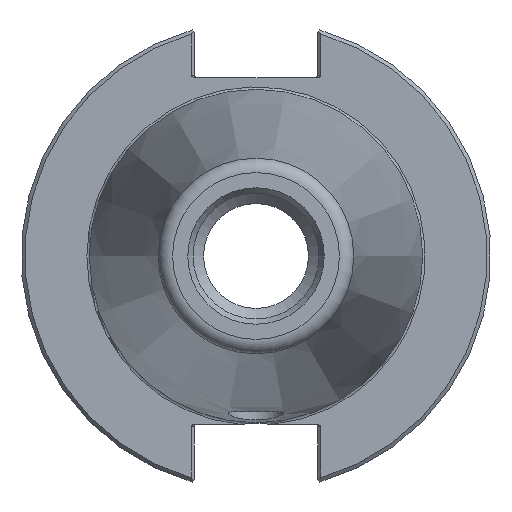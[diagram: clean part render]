
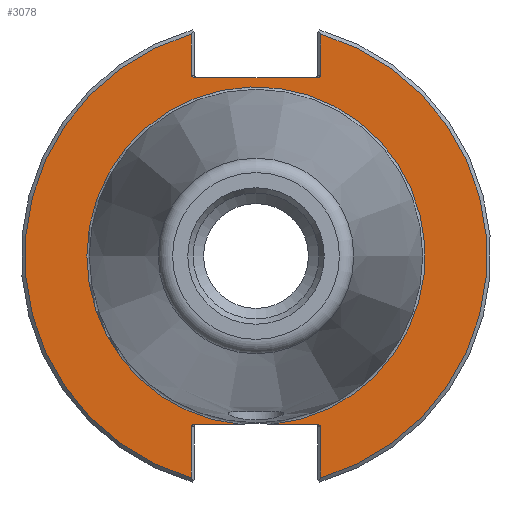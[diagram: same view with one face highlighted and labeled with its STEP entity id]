
A CAD part, left-side view. The second image highlights one B-rep face of the part: STEP entity #3078.
In plain terms, the highlighted planar face has unit normal (-1, 0, 0).
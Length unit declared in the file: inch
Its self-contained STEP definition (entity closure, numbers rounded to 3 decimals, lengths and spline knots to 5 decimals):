
#469=CARTESIAN_POINT('',(0.125,0.13957,-1.388));
#470=VERTEX_POINT('',#469);
#478=CARTESIAN_POINT('',(0.125,0.50422,-1.388));
#479=VERTEX_POINT('',#478);
#480=CARTESIAN_POINT('',(0.125,0.13957,-1.388));
#481=DIRECTION('',(0.0,1.0,0.0));
#482=VECTOR('',#481,0.36464);
#483=LINE('',#480,#482);
#484=EDGE_CURVE('',#470,#479,#483,.T.);
#537=CARTESIAN_POINT('',(0.125,-0.13957,-1.388));
#538=VERTEX_POINT('',#537);
#546=CARTESIAN_POINT('',(0.125,0.0,0.0));
#547=DIRECTION('',(-1.0,0.0,0.0));
#548=DIRECTION('',(0.0,-1.0,0.0));
#549=AXIS2_PLACEMENT_3D('',#546,#547,#548);
#550=CIRCLE('',#549,1.395);
#551=EDGE_CURVE('',#538,#470,#550,.T.);
#2505=CARTESIAN_POINT('',(0.125,-0.50422,1.472));
#2506=VERTEX_POINT('',#2505);
#2513=CARTESIAN_POINT('',(0.125,-0.5325,1.492));
#2514=VERTEX_POINT('',#2513);
#2515=CARTESIAN_POINT('',(0.125,-0.50422,1.492));
#2516=DIRECTION('',(-1.0,0.0,0.0));
#2517=DIRECTION('',(0.0,-1.0,0.0));
#2518=AXIS2_PLACEMENT_3D('',#2515,#2516,#2517);
#2519=ELLIPSE('',#2518,0.02828,0.02);
#2520=EDGE_CURVE('',#2506,#2514,#2519,.T.);
#2570=CARTESIAN_POINT('',(0.125,-0.5325,1.83167));
#2571=VERTEX_POINT('',#2570);
#2572=CARTESIAN_POINT('',(0.125,-0.5325,1.492));
#2573=DIRECTION('',(0.0,0.0,1.0));
#2574=VECTOR('',#2573,0.33967);
#2575=LINE('',#2572,#2574);
#2576=EDGE_CURVE('',#2514,#2571,#2575,.T.);
#2644=CARTESIAN_POINT('',(0.125,0.5325,-1.408));
#2645=VERTEX_POINT('',#2644);
#2646=CARTESIAN_POINT('',(0.125,0.50422,-1.408));
#2647=DIRECTION('',(-1.0,0.0,0.0));
#2648=DIRECTION('',(0.0,1.0,0.0));
#2649=AXIS2_PLACEMENT_3D('',#2646,#2647,#2648);
#2650=ELLIPSE('',#2649,0.02828,0.02);
#2651=EDGE_CURVE('',#479,#2645,#2650,.T.);
#2701=CARTESIAN_POINT('',(0.125,0.5325,-1.83167));
#2702=VERTEX_POINT('',#2701);
#2703=CARTESIAN_POINT('',(0.125,0.5325,-1.408));
#2704=DIRECTION('',(0.0,0.0,-1.0));
#2705=VECTOR('',#2704,0.42367);
#2706=LINE('',#2703,#2705);
#2707=EDGE_CURVE('',#2645,#2702,#2706,.T.);
#2732=CARTESIAN_POINT('',(0.125,-0.5325,-1.408));
#2733=VERTEX_POINT('',#2732);
#2734=CARTESIAN_POINT('',(0.125,-0.50422,-1.388));
#2735=VERTEX_POINT('',#2734);
#2736=CARTESIAN_POINT('',(0.125,-0.50422,-1.408));
#2737=DIRECTION('',(-1.0,0.0,0.0));
#2738=DIRECTION('',(0.0,-1.0,0.0));
#2739=AXIS2_PLACEMENT_3D('',#2736,#2737,#2738);
#2740=ELLIPSE('',#2739,0.02828,0.02);
#2741=EDGE_CURVE('',#2733,#2735,#2740,.T.);
#2839=CARTESIAN_POINT('',(0.125,-0.5325,-1.83167));
#2840=VERTEX_POINT('',#2839);
#2847=CARTESIAN_POINT('',(0.125,-0.5325,-1.83167));
#2848=DIRECTION('',(0.0,0.0,1.0));
#2849=VECTOR('',#2848,0.42367);
#2850=LINE('',#2847,#2849);
#2851=EDGE_CURVE('',#2840,#2733,#2850,.T.);
#2893=CARTESIAN_POINT('',(0.125,0.5325,1.492));
#2894=VERTEX_POINT('',#2893);
#2901=CARTESIAN_POINT('',(0.125,0.50422,1.472));
#2902=VERTEX_POINT('',#2901);
#2903=CARTESIAN_POINT('',(0.125,0.50422,1.492));
#2904=DIRECTION('',(-1.0,0.0,0.0));
#2905=DIRECTION('',(0.0,1.0,0.0));
#2906=AXIS2_PLACEMENT_3D('',#2903,#2904,#2905);
#2907=ELLIPSE('',#2906,0.02828,0.02);
#2908=EDGE_CURVE('',#2894,#2902,#2907,.T.);
#2993=CARTESIAN_POINT('',(0.125,0.5325,1.83167));
#2994=VERTEX_POINT('',#2993);
#3001=CARTESIAN_POINT('',(0.125,0.5325,1.83167));
#3002=DIRECTION('',(0.0,0.0,-1.0));
#3003=VECTOR('',#3002,0.33967);
#3004=LINE('',#3001,#3003);
#3005=EDGE_CURVE('',#2994,#2894,#3004,.T.);
#3035=CARTESIAN_POINT('',(0.125,1.65625,0.0));
#3036=DIRECTION('',(-1.0,0.0,0.0));
#3037=DIRECTION('',(0.0,0.0,1.0));
#3038=AXIS2_PLACEMENT_3D('',#3035,#3036,#3037);
#3039=PLANE('',#3038);
#3040=ORIENTED_EDGE('',*,*,#551,.F.);
#3041=CARTESIAN_POINT('',(0.125,-0.50422,-1.388));
#3042=DIRECTION('',(0.0,1.0,0.0));
#3043=VECTOR('',#3042,0.36464);
#3044=LINE('',#3041,#3043);
#3045=EDGE_CURVE('',#2735,#538,#3044,.T.);
#3046=ORIENTED_EDGE('',*,*,#3045,.F.);
#3047=ORIENTED_EDGE('',*,*,#2741,.F.);
#3048=ORIENTED_EDGE('',*,*,#2851,.F.);
#3049=CARTESIAN_POINT('',(0.125,0.0,0.0));
#3050=DIRECTION('',(1.0,0.0,0.0));
#3051=DIRECTION('',(0.0,-1.0,0.0));
#3052=AXIS2_PLACEMENT_3D('',#3049,#3050,#3051);
#3053=CIRCLE('',#3052,1.9075);
#3054=EDGE_CURVE('',#2571,#2840,#3053,.T.);
#3055=ORIENTED_EDGE('',*,*,#3054,.F.);
#3056=ORIENTED_EDGE('',*,*,#2576,.F.);
#3057=ORIENTED_EDGE('',*,*,#2520,.F.);
#3058=CARTESIAN_POINT('',(0.125,0.50422,1.472));
#3059=DIRECTION('',(0.0,-1.0,0.0));
#3060=VECTOR('',#3059,1.00843);
#3061=LINE('',#3058,#3060);
#3062=EDGE_CURVE('',#2902,#2506,#3061,.T.);
#3063=ORIENTED_EDGE('',*,*,#3062,.F.);
#3064=ORIENTED_EDGE('',*,*,#2908,.F.);
#3065=ORIENTED_EDGE('',*,*,#3005,.F.);
#3066=CARTESIAN_POINT('',(0.125,0.0,0.0));
#3067=DIRECTION('',(1.0,0.0,0.0));
#3068=DIRECTION('',(0.0,1.0,0.0));
#3069=AXIS2_PLACEMENT_3D('',#3066,#3067,#3068);
#3070=CIRCLE('',#3069,1.9075);
#3071=EDGE_CURVE('',#2702,#2994,#3070,.T.);
#3072=ORIENTED_EDGE('',*,*,#3071,.F.);
#3073=ORIENTED_EDGE('',*,*,#2707,.F.);
#3074=ORIENTED_EDGE('',*,*,#2651,.F.);
#3075=ORIENTED_EDGE('',*,*,#484,.F.);
#3076=EDGE_LOOP('',(#3040,#3046,#3047,#3048,#3055,#3056,#3057,#3063,#3064,#3065,#3072,#3073,#3074,#3075));
#3077=FACE_OUTER_BOUND('',#3076,.T.);
#3078=ADVANCED_FACE('',(#3077),#3039,.T.);
